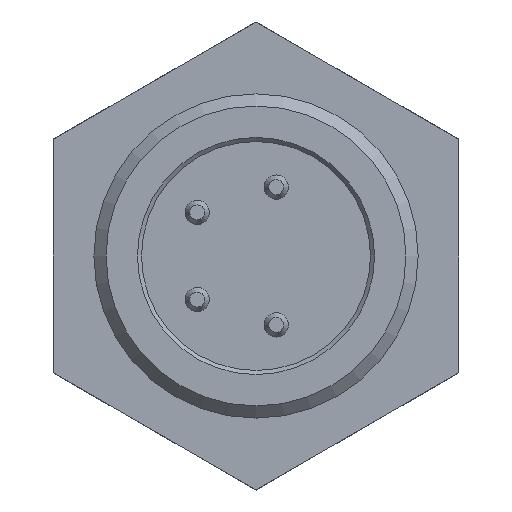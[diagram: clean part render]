
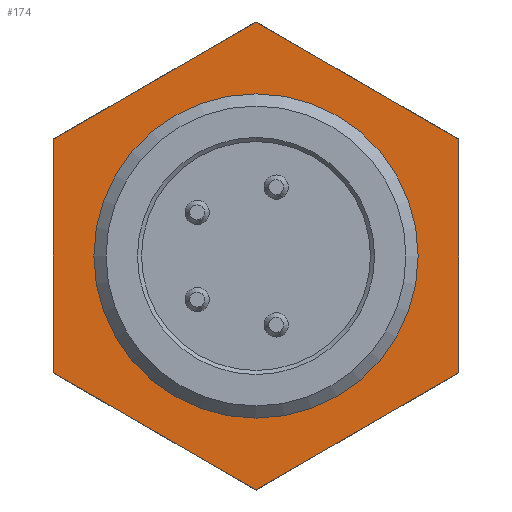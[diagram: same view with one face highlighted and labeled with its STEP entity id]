
A CAD part, left-side view. The second image highlights one B-rep face of the part: STEP entity #174.
In plain terms, the highlighted planar face has unit normal (-1, 0, 0).
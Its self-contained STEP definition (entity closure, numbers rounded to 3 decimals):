
#174=ADVANCED_FACE('',(#342,#343),#253,.F.);
#253=PLANE('',#1175);
#296=LINE('',#1742,#326);
#297=LINE('',#1743,#327);
#298=LINE('',#1744,#328);
#299=LINE('',#1745,#329);
#300=LINE('',#1746,#330);
#301=LINE('',#1747,#331);
#326=VECTOR('',#1381,1.);
#327=VECTOR('',#1382,1.);
#328=VECTOR('',#1383,1.);
#329=VECTOR('',#1384,1.);
#330=VECTOR('',#1385,1.);
#331=VECTOR('',#1386,1.);
#342=FACE_BOUND('',#450,.T.);
#343=FACE_BOUND('',#451,.T.);
#450=EDGE_LOOP('',(#619,#620,#621,#622,#623,#624,#625,#626,#627,#628,#629,
#630));
#451=EDGE_LOOP('',(#631));
#619=ORIENTED_EDGE('',*,*,#972,.T.);
#620=ORIENTED_EDGE('',*,*,#976,.F.);
#621=ORIENTED_EDGE('',*,*,#958,.T.);
#622=ORIENTED_EDGE('',*,*,#977,.F.);
#623=ORIENTED_EDGE('',*,*,#961,.T.);
#624=ORIENTED_EDGE('',*,*,#978,.F.);
#625=ORIENTED_EDGE('',*,*,#964,.T.);
#626=ORIENTED_EDGE('',*,*,#979,.F.);
#627=ORIENTED_EDGE('',*,*,#967,.T.);
#628=ORIENTED_EDGE('',*,*,#980,.F.);
#629=ORIENTED_EDGE('',*,*,#970,.T.);
#630=ORIENTED_EDGE('',*,*,#981,.F.);
#631=ORIENTED_EDGE('',*,*,#975,.T.);
#855=VERTEX_POINT('',#1702);
#856=VERTEX_POINT('',#1704);
#857=VERTEX_POINT('',#1708);
#858=VERTEX_POINT('',#1710);
#859=VERTEX_POINT('',#1714);
#860=VERTEX_POINT('',#1716);
#861=VERTEX_POINT('',#1720);
#862=VERTEX_POINT('',#1722);
#863=VERTEX_POINT('',#1726);
#864=VERTEX_POINT('',#1728);
#865=VERTEX_POINT('',#1732);
#866=VERTEX_POINT('',#1734);
#868=VERTEX_POINT('',#1740);
#958=EDGE_CURVE('',#855,#856,#1081,.T.);
#961=EDGE_CURVE('',#857,#858,#1082,.T.);
#964=EDGE_CURVE('',#859,#860,#1083,.T.);
#967=EDGE_CURVE('',#861,#862,#1084,.T.);
#970=EDGE_CURVE('',#863,#864,#1085,.T.);
#972=EDGE_CURVE('',#866,#865,#1086,.T.);
#975=EDGE_CURVE('',#868,#868,#1088,.T.);
#976=EDGE_CURVE('',#855,#865,#296,.T.);
#977=EDGE_CURVE('',#857,#856,#297,.T.);
#978=EDGE_CURVE('',#859,#858,#298,.T.);
#979=EDGE_CURVE('',#861,#860,#299,.T.);
#980=EDGE_CURVE('',#863,#862,#300,.T.);
#981=EDGE_CURVE('',#866,#864,#301,.T.);
#1081=CIRCLE('',#1160,5.75);
#1082=CIRCLE('',#1162,5.75);
#1083=CIRCLE('',#1164,5.75);
#1084=CIRCLE('',#1166,5.75);
#1085=CIRCLE('',#1168,5.75);
#1086=CIRCLE('',#1170,5.75);
#1088=CIRCLE('',#1173,4.);
#1160=AXIS2_PLACEMENT_3D('',#1705,#1341,#1342);
#1162=AXIS2_PLACEMENT_3D('',#1711,#1347,#1348);
#1164=AXIS2_PLACEMENT_3D('',#1717,#1353,#1354);
#1166=AXIS2_PLACEMENT_3D('',#1723,#1359,#1360);
#1168=AXIS2_PLACEMENT_3D('',#1729,#1365,#1366);
#1170=AXIS2_PLACEMENT_3D('',#1733,#1370,#1371);
#1173=AXIS2_PLACEMENT_3D('',#1739,#1377,#1378);
#1175=AXIS2_PLACEMENT_3D('',#1748,#1387,#1388);
#1341=DIRECTION('',(-1.,0.,0.));
#1342=DIRECTION('',(0.,0.,-1.));
#1347=DIRECTION('',(-1.,0.,0.));
#1348=DIRECTION('',(0.,0.,-1.));
#1353=DIRECTION('',(-1.,0.,0.));
#1354=DIRECTION('',(0.,0.,-1.));
#1359=DIRECTION('',(-1.,0.,0.));
#1360=DIRECTION('',(0.,0.,-1.));
#1365=DIRECTION('',(-1.,0.,0.));
#1366=DIRECTION('',(0.,0.,-1.));
#1370=DIRECTION('',(-1.,0.,0.));
#1371=DIRECTION('',(0.,0.,-1.));
#1377=DIRECTION('',(1.,0.,0.));
#1378=DIRECTION('',(0.,0.,-1.));
#1381=DIRECTION('',(0.,0.866,0.5));
#1382=DIRECTION('',(0.,0.866,-0.5));
#1383=DIRECTION('',(0.,0.,-1.));
#1384=DIRECTION('',(0.,-0.866,-0.5));
#1385=DIRECTION('',(0.,-0.866,0.5));
#1386=DIRECTION('',(0.,0.,1.));
#1387=DIRECTION('',(1.,0.,0.));
#1388=DIRECTION('',(0.,0.,1.));
#1702=CARTESIAN_POINT('',(2.5,0.041,-5.75));
#1704=CARTESIAN_POINT('',(2.5,-0.041,-5.75));
#1705=CARTESIAN_POINT('',(2.5,0.,0.));
#1708=CARTESIAN_POINT('',(2.5,-4.959,-2.91));
#1710=CARTESIAN_POINT('',(2.5,-5.,-2.839));
#1711=CARTESIAN_POINT('',(2.5,0.,0.));
#1714=CARTESIAN_POINT('',(2.5,-5.,2.839));
#1716=CARTESIAN_POINT('',(2.5,-4.959,2.91));
#1717=CARTESIAN_POINT('',(2.5,0.,0.));
#1720=CARTESIAN_POINT('',(2.5,-0.041,5.75));
#1722=CARTESIAN_POINT('',(2.5,0.041,5.75));
#1723=CARTESIAN_POINT('',(2.5,0.,0.));
#1726=CARTESIAN_POINT('',(2.5,4.959,2.91));
#1728=CARTESIAN_POINT('',(2.5,5.,2.839));
#1729=CARTESIAN_POINT('',(2.5,0.,0.));
#1732=CARTESIAN_POINT('',(2.5,4.959,-2.91));
#1733=CARTESIAN_POINT('',(2.5,0.,0.));
#1734=CARTESIAN_POINT('',(2.5,5.,-2.839));
#1739=CARTESIAN_POINT('',(2.5,0.,0.));
#1740=CARTESIAN_POINT('',(2.5,0.,-4.));
#1742=CARTESIAN_POINT('',(2.5,-0.531,-6.08));
#1743=CARTESIAN_POINT('',(2.5,-5.531,-2.58));
#1744=CARTESIAN_POINT('',(2.5,-5.,3.5));
#1745=CARTESIAN_POINT('',(2.5,0.531,6.08));
#1746=CARTESIAN_POINT('',(2.5,5.531,2.58));
#1747=CARTESIAN_POINT('',(2.5,5.,-3.5));
#1748=CARTESIAN_POINT('',(2.5,0.,0.));
